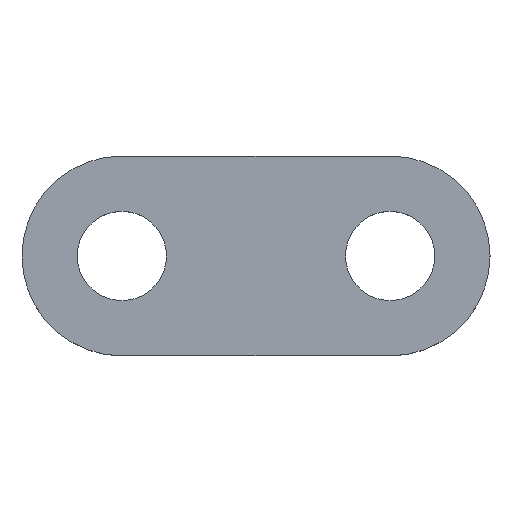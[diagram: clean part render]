
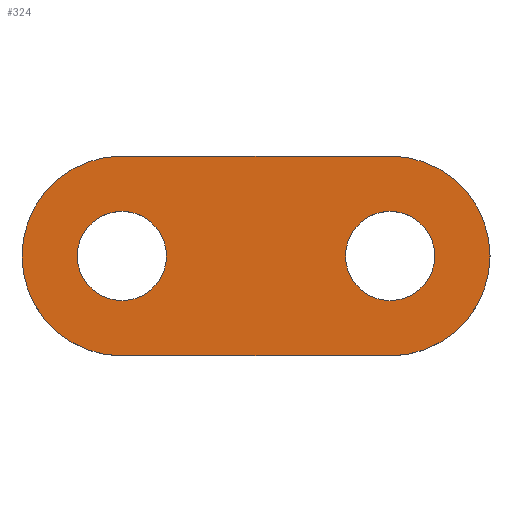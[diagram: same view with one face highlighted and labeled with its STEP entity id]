
A CAD part, top view. The second image highlights one B-rep face of the part: STEP entity #324.
In plain terms, the highlighted planar face has unit normal (0, 0, 1).
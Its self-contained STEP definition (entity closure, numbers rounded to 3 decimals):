
#2 = VERTEX_POINT ( 'NONE', #113 ) ;
#5 = EDGE_LOOP ( 'NONE', ( #367, #375, #82, #130, #165 ) ) ;
#6 = DIRECTION ( 'NONE',  ( 0., 0., 1. ) ) ;
#20 = DIRECTION ( 'NONE',  ( 0., 0., 1. ) ) ;
#25 = DIRECTION ( 'NONE',  ( 0., 0., 1. ) ) ;
#33 = EDGE_CURVE ( 'NONE', #272, #176, #280, .T. ) ;
#36 = CARTESIAN_POINT ( 'NONE',  ( -3.759, -97.515, 1. ) ) ;
#37 = CIRCLE ( 'NONE', #269, 2.8 ) ;
#41 = DIRECTION ( 'NONE',  ( 1., 0., 0. ) ) ;
#43 = CARTESIAN_POINT ( 'NONE',  ( -3.759, -97.515, 1. ) ) ;
#55 = FACE_OUTER_BOUND ( 'NONE', #5, .T. ) ;
#58 = CIRCLE ( 'NONE', #154, 1.25 ) ;
#64 = ORIENTED_EDGE ( 'NONE', *, *, #192, .F. ) ;
#66 = EDGE_LOOP ( 'NONE', ( #249, #286 ) ) ;
#67 = EDGE_CURVE ( 'NONE', #193, #2, #37, .T. ) ;
#74 = DIRECTION ( 'NONE',  ( 0., 0., 1. ) ) ;
#82 = ORIENTED_EDGE ( 'NONE', *, *, #67, .T. ) ;
#83 = DIRECTION ( 'NONE',  ( -1., 0., 0. ) ) ;
#84 = CARTESIAN_POINT ( 'NONE',  ( 3.759, -97.515, 1. ) ) ;
#94 = VERTEX_POINT ( 'NONE', #225 ) ;
#104 = AXIS2_PLACEMENT_3D ( 'NONE', #235, #346, #228 ) ;
#106 = CARTESIAN_POINT ( 'NONE',  ( -2.509, -97.515, 1. ) ) ;
#107 = ORIENTED_EDGE ( 'NONE', *, *, #206, .F. ) ;
#113 = CARTESIAN_POINT ( 'NONE',  ( -6.559, -97.515, 1. ) ) ;
#120 = CIRCLE ( 'NONE', #207, 1.25 ) ;
#130 = ORIENTED_EDGE ( 'NONE', *, *, #344, .T. ) ;
#135 = EDGE_CURVE ( 'NONE', #94, #268, #191, .T. ) ;
#140 = DIRECTION ( 'NONE',  ( -1., 0., 0. ) ) ;
#146 = DIRECTION ( 'NONE',  ( 1., 0., 0. ) ) ;
#147 = VERTEX_POINT ( 'NONE', #363 ) ;
#150 = AXIS2_PLACEMENT_3D ( 'NONE', #289, #6, #155 ) ;
#153 = EDGE_CURVE ( 'NONE', #176, #272, #358, .T. ) ;
#154 = AXIS2_PLACEMENT_3D ( 'NONE', #43, #260, #270 ) ;
#155 = DIRECTION ( 'NONE',  ( 1., 0., 0. ) ) ;
#164 = PLANE ( 'NONE',  #183 ) ;
#165 = ORIENTED_EDGE ( 'NONE', *, *, #135, .T. ) ;
#171 = FACE_BOUND ( 'NONE', #354, .T. ) ;
#175 = DIRECTION ( 'NONE',  ( 0., 0., -1. ) ) ;
#176 = VERTEX_POINT ( 'NONE', #374 ) ;
#177 = VECTOR ( 'NONE', #314, 1000. ) ;
#182 = AXIS2_PLACEMENT_3D ( 'NONE', #325, #20, #263 ) ;
#183 = AXIS2_PLACEMENT_3D ( 'NONE', #84, #175, #83 ) ;
#191 = LINE ( 'NONE', #283, #177 ) ;
#192 = EDGE_CURVE ( 'NONE', #334, #147, #120, .T. ) ;
#193 = VERTEX_POINT ( 'NONE', #315 ) ;
#205 = LINE ( 'NONE', #210, #312 ) ;
#206 = EDGE_CURVE ( 'NONE', #147, #334, #58, .T. ) ;
#207 = AXIS2_PLACEMENT_3D ( 'NONE', #240, #299, #146 ) ;
#210 = CARTESIAN_POINT ( 'NONE',  ( 3.759, -94.715, 1. ) ) ;
#225 = CARTESIAN_POINT ( 'NONE',  ( -3.759, -100.315, 1. ) ) ;
#228 = DIRECTION ( 'NONE',  ( 1., 0., 0. ) ) ;
#234 = CARTESIAN_POINT ( 'NONE',  ( 3.759, -97.515, 1. ) ) ;
#235 = CARTESIAN_POINT ( 'NONE',  ( 3.759, -97.515, 1. ) ) ;
#240 = CARTESIAN_POINT ( 'NONE',  ( -3.759, -97.515, 1. ) ) ;
#249 = ORIENTED_EDGE ( 'NONE', *, *, #33, .F. ) ;
#260 = DIRECTION ( 'NONE',  ( 0., 0., 1. ) ) ;
#263 = DIRECTION ( 'NONE',  ( 1., 0., 0. ) ) ;
#266 = CARTESIAN_POINT ( 'NONE',  ( 3.759, -94.715, 1. ) ) ;
#268 = VERTEX_POINT ( 'NONE', #294 ) ;
#269 = AXIS2_PLACEMENT_3D ( 'NONE', #36, #74, #41 ) ;
#270 = DIRECTION ( 'NONE',  ( 1., 0., 0. ) ) ;
#272 = VERTEX_POINT ( 'NONE', #380 ) ;
#280 = CIRCLE ( 'NONE', #104, 1.25 ) ;
#283 = CARTESIAN_POINT ( 'NONE',  ( 3.759, -100.315, 1. ) ) ;
#286 = ORIENTED_EDGE ( 'NONE', *, *, #153, .F. ) ;
#289 = CARTESIAN_POINT ( 'NONE',  ( 3.759, -97.515, 1. ) ) ;
#294 = CARTESIAN_POINT ( 'NONE',  ( 3.759, -100.315, 1. ) ) ;
#299 = DIRECTION ( 'NONE',  ( 0., 0., 1. ) ) ;
#305 = EDGE_CURVE ( 'NONE', #339, #193, #205, .T. ) ;
#307 = AXIS2_PLACEMENT_3D ( 'NONE', #234, #25, #140 ) ;
#310 = EDGE_CURVE ( 'NONE', #268, #339, #350, .T. ) ;
#312 = VECTOR ( 'NONE', #377, 1000. ) ;
#314 = DIRECTION ( 'NONE',  ( 1., 0., 0. ) ) ;
#315 = CARTESIAN_POINT ( 'NONE',  ( -3.759, -94.715, 1. ) ) ;
#324 = ADVANCED_FACE ( 'NONE', ( #55, #348, #171 ), #164, .F. ) ;
#325 = CARTESIAN_POINT ( 'NONE',  ( -3.759, -97.515, 1. ) ) ;
#334 = VERTEX_POINT ( 'NONE', #106 ) ;
#339 = VERTEX_POINT ( 'NONE', #266 ) ;
#344 = EDGE_CURVE ( 'NONE', #2, #94, #373, .T. ) ;
#346 = DIRECTION ( 'NONE',  ( 0., 0., 1. ) ) ;
#348 = FACE_BOUND ( 'NONE', #66, .T. ) ;
#350 = CIRCLE ( 'NONE', #307, 2.8 ) ;
#354 = EDGE_LOOP ( 'NONE', ( #107, #64 ) ) ;
#358 = CIRCLE ( 'NONE', #150, 1.25 ) ;
#363 = CARTESIAN_POINT ( 'NONE',  ( -5.009, -97.515, 1. ) ) ;
#367 = ORIENTED_EDGE ( 'NONE', *, *, #310, .T. ) ;
#373 = CIRCLE ( 'NONE', #182, 2.8 ) ;
#374 = CARTESIAN_POINT ( 'NONE',  ( 5.009, -97.515, 1. ) ) ;
#375 = ORIENTED_EDGE ( 'NONE', *, *, #305, .T. ) ;
#377 = DIRECTION ( 'NONE',  ( -1., 0., 0. ) ) ;
#380 = CARTESIAN_POINT ( 'NONE',  ( 2.509, -97.515, 1. ) ) ;
